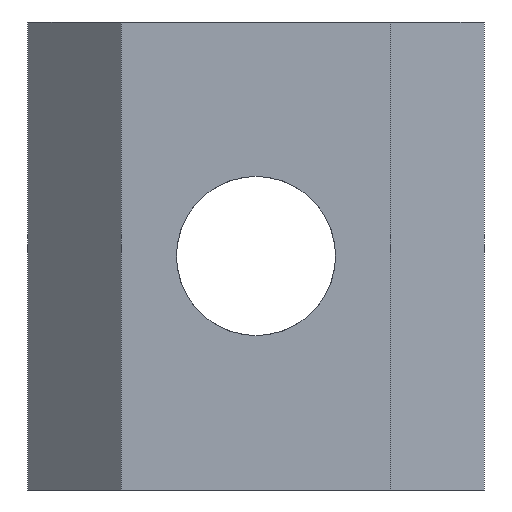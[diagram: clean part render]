
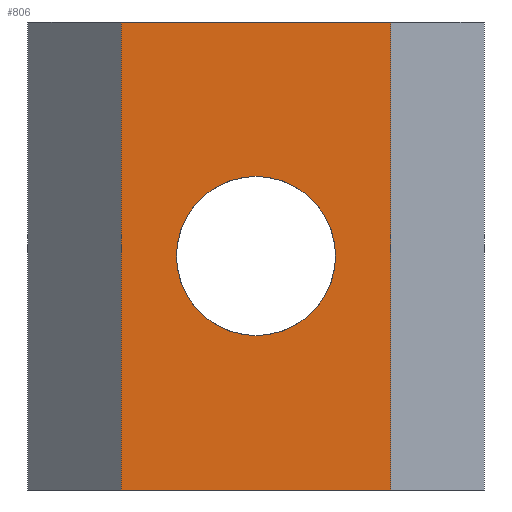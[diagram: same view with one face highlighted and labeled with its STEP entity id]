
A CAD part, front view. The second image highlights one B-rep face of the part: STEP entity #806.
In plain terms, the highlighted planar face has unit normal (0, -1, 0).
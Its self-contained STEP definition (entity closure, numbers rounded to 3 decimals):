
#6 = DIRECTION ( 'NONE',  ( 1., 0., 0. ) ) ;
#10 = CARTESIAN_POINT ( 'NONE',  ( -5.75, -9.5, 20. ) ) ;
#16 = PLANE ( 'NONE',  #742 ) ;
#22 = CARTESIAN_POINT ( 'NONE',  ( -5.75, -9.5, 20. ) ) ;
#23 = DIRECTION ( 'NONE',  ( 0., 1., 0. ) ) ;
#24 = DIRECTION ( 'NONE',  ( -1., 0., 0. ) ) ;
#78 = DIRECTION ( 'NONE',  ( 0., 0., -1. ) ) ;
#79 = CARTESIAN_POINT ( 'NONE',  ( 5.75, -9.5, 20. ) ) ;
#87 = EDGE_CURVE ( 'NONE', #597, #628, #325, .T. ) ;
#91 = EDGE_CURVE ( 'NONE', #607, #615, #454, .T. ) ;
#92 = EDGE_CURVE ( 'NONE', #593, #628, #456, .T. ) ;
#95 = EDGE_CURVE ( 'NONE', #594, #597, #448, .T. ) ;
#163 = CARTESIAN_POINT ( 'NONE',  ( -5.75, -9.5, 20. ) ) ;
#164 = DIRECTION ( 'NONE',  ( 0., 0., -1. ) ) ;
#198 = CARTESIAN_POINT ( 'NONE',  ( 0., -9.5, 10. ) ) ;
#199 = DIRECTION ( 'NONE',  ( 0., -1., 0. ) ) ;
#200 = DIRECTION ( 'NONE',  ( 0., 0., -1. ) ) ;
#250 = CARTESIAN_POINT ( 'NONE',  ( 5.75, -9.5, 20. ) ) ;
#259 = CARTESIAN_POINT ( 'NONE',  ( -5.75, -9.5, 0. ) ) ;
#313 = EDGE_LOOP ( 'NONE', ( #562, #496, #468, #475 ) ) ;
#325 = LINE ( 'NONE', #79, #459 ) ;
#327 = FACE_OUTER_BOUND ( 'NONE', #313, .T. ) ;
#332 = FACE_BOUND ( 'NONE', #633, .T. ) ;
#353 = CIRCLE ( 'NONE', #766, 3.4 ) ;
#356 = VECTOR ( 'NONE', #164, 1000. ) ;
#359 = LINE ( 'NONE', #163, #356 ) ;
#444 = VECTOR ( 'NONE', #6, 1000. ) ;
#448 = LINE ( 'NONE', #10, #444 ) ;
#449 = VECTOR ( 'NONE', #785, 1000. ) ;
#454 = CIRCLE ( 'NONE', #777, 3.4 ) ;
#456 = LINE ( 'NONE', #783, #449 ) ;
#459 = VECTOR ( 'NONE', #78, 1000. ) ;
#468 = ORIENTED_EDGE ( 'NONE', *, *, #95, .F. ) ;
#475 = ORIENTED_EDGE ( 'NONE', *, *, #764, .T. ) ;
#482 = ORIENTED_EDGE ( 'NONE', *, *, #91, .F. ) ;
#496 = ORIENTED_EDGE ( 'NONE', *, *, #87, .F. ) ;
#528 = ORIENTED_EDGE ( 'NONE', *, *, #780, .F. ) ;
#562 = ORIENTED_EDGE ( 'NONE', *, *, #92, .T. ) ;
#593 = VERTEX_POINT ( 'NONE', #259 ) ;
#594 = VERTEX_POINT ( 'NONE', #789 ) ;
#597 = VERTEX_POINT ( 'NONE', #250 ) ;
#607 = VERTEX_POINT ( 'NONE', #675 ) ;
#615 = VERTEX_POINT ( 'NONE', #683 ) ;
#628 = VERTEX_POINT ( 'NONE', #686 ) ;
#633 = EDGE_LOOP ( 'NONE', ( #482, #528 ) ) ;
#675 = CARTESIAN_POINT ( 'NONE',  ( 0., -9.5, 6.6 ) ) ;
#683 = CARTESIAN_POINT ( 'NONE',  ( 0., -9.5, 13.4 ) ) ;
#686 = CARTESIAN_POINT ( 'NONE',  ( 5.75, -9.5, 0. ) ) ;
#742 = AXIS2_PLACEMENT_3D ( 'NONE', #22, #23, #24 ) ;
#764 = EDGE_CURVE ( 'NONE', #594, #593, #359, .T. ) ;
#766 = AXIS2_PLACEMENT_3D ( 'NONE', #198, #199, #200 ) ;
#777 = AXIS2_PLACEMENT_3D ( 'NONE', #784, #787, #788 ) ;
#780 = EDGE_CURVE ( 'NONE', #615, #607, #353, .T. ) ;
#783 = CARTESIAN_POINT ( 'NONE',  ( -5.75, -9.5, 0. ) ) ;
#784 = CARTESIAN_POINT ( 'NONE',  ( 0., -9.5, 10. ) ) ;
#785 = DIRECTION ( 'NONE',  ( 1., 0., 0. ) ) ;
#787 = DIRECTION ( 'NONE',  ( 0., -1., 0. ) ) ;
#788 = DIRECTION ( 'NONE',  ( 0., 0., -1. ) ) ;
#789 = CARTESIAN_POINT ( 'NONE',  ( -5.75, -9.5, 20. ) ) ;
#806 = ADVANCED_FACE ( 'NONE', ( #332, #327 ), #16, .F. ) ;
